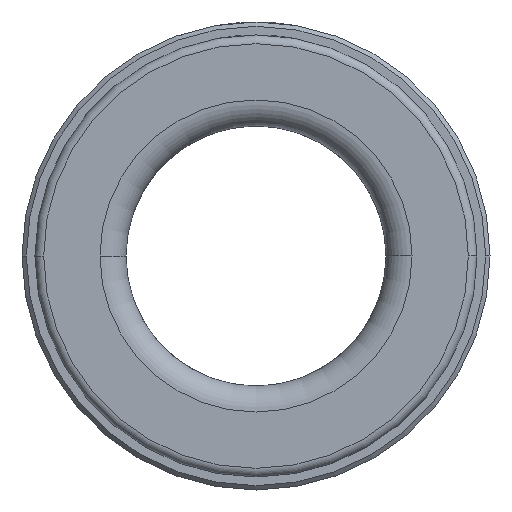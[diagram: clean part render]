
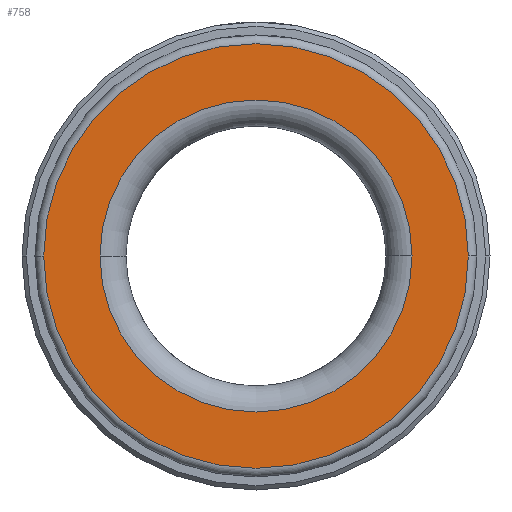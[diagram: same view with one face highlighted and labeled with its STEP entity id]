
A CAD part, front view. The second image highlights one B-rep face of the part: STEP entity #758.
In plain terms, the highlighted planar face has unit normal (0, -1, 0).
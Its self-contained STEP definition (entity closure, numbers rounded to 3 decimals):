
#201 = CARTESIAN_POINT ( 'NONE',  ( 18., -37.5, 0. ) ) ;
#260 = DIRECTION ( 'NONE',  ( -1., 0., 0. ) ) ;
#758 = ADVANCED_FACE ( 'NONE', ( #2512, #4726 ), #2605, .F. ) ;
#857 = AXIS2_PLACEMENT_3D ( 'NONE', #4094, #2427, #260 ) ;
#965 = EDGE_LOOP ( 'NONE', ( #5784, #6691 ) ) ;
#1044 = EDGE_LOOP ( 'NONE', ( #6380, #2711 ) ) ;
#1054 = AXIS2_PLACEMENT_3D ( 'NONE', #5422, #3810, #2619 ) ;
#1564 = AXIS2_PLACEMENT_3D ( 'NONE', #3718, #5338, #4852 ) ;
#1767 = VERTEX_POINT ( 'NONE', #201 ) ;
#1821 = VERTEX_POINT ( 'NONE', #6586 ) ;
#2186 = AXIS2_PLACEMENT_3D ( 'NONE', #4921, #5476, #5503 ) ;
#2427 = DIRECTION ( 'NONE',  ( 0., 1., 0. ) ) ;
#2512 = FACE_OUTER_BOUND ( 'NONE', #1044, .T. ) ;
#2605 = PLANE ( 'NONE',  #1564 ) ;
#2619 = DIRECTION ( 'NONE',  ( -1., 0., 0. ) ) ;
#2711 = ORIENTED_EDGE ( 'NONE', *, *, #3977, .F. ) ;
#2926 = EDGE_CURVE ( 'NONE', #1821, #1767, #5242, .T. ) ;
#3179 = VERTEX_POINT ( 'NONE', #5678 ) ;
#3324 = EDGE_CURVE ( 'NONE', #4063, #3179, #3402, .T. ) ;
#3402 = CIRCLE ( 'NONE', #4625, 24.5 ) ;
#3626 = DIRECTION ( 'NONE',  ( 0., 1., 0. ) ) ;
#3653 = DIRECTION ( 'NONE',  ( -1., 0., 0. ) ) ;
#3718 = CARTESIAN_POINT ( 'NONE',  ( 24.5, -37.5, 0. ) ) ;
#3810 = DIRECTION ( 'NONE',  ( 0., 1., 0. ) ) ;
#3977 = EDGE_CURVE ( 'NONE', #3179, #4063, #4539, .T. ) ;
#4019 = EDGE_CURVE ( 'NONE', #1767, #1821, #6883, .T. ) ;
#4063 = VERTEX_POINT ( 'NONE', #5963 ) ;
#4094 = CARTESIAN_POINT ( 'NONE',  ( 0., -37.5, 0. ) ) ;
#4539 = CIRCLE ( 'NONE', #1054, 24.5 ) ;
#4625 = AXIS2_PLACEMENT_3D ( 'NONE', #6368, #3626, #3653 ) ;
#4726 = FACE_BOUND ( 'NONE', #965, .T. ) ;
#4852 = DIRECTION ( 'NONE',  ( -1., 0., 0. ) ) ;
#4921 = CARTESIAN_POINT ( 'NONE',  ( 0., -37.5, 0. ) ) ;
#5242 = CIRCLE ( 'NONE', #857, 18. ) ;
#5338 = DIRECTION ( 'NONE',  ( 0., 1., 0. ) ) ;
#5422 = CARTESIAN_POINT ( 'NONE',  ( 0., -37.5, 0. ) ) ;
#5476 = DIRECTION ( 'NONE',  ( 0., 1., 0. ) ) ;
#5503 = DIRECTION ( 'NONE',  ( -1., 0., 0. ) ) ;
#5678 = CARTESIAN_POINT ( 'NONE',  ( 24.5, -37.5, 0. ) ) ;
#5784 = ORIENTED_EDGE ( 'NONE', *, *, #2926, .T. ) ;
#5963 = CARTESIAN_POINT ( 'NONE',  ( -24.5, -37.5, 0. ) ) ;
#6368 = CARTESIAN_POINT ( 'NONE',  ( 0., -37.5, 0. ) ) ;
#6380 = ORIENTED_EDGE ( 'NONE', *, *, #3324, .F. ) ;
#6586 = CARTESIAN_POINT ( 'NONE',  ( -18., -37.5, 0. ) ) ;
#6691 = ORIENTED_EDGE ( 'NONE', *, *, #4019, .T. ) ;
#6883 = CIRCLE ( 'NONE', #2186, 18. ) ;
